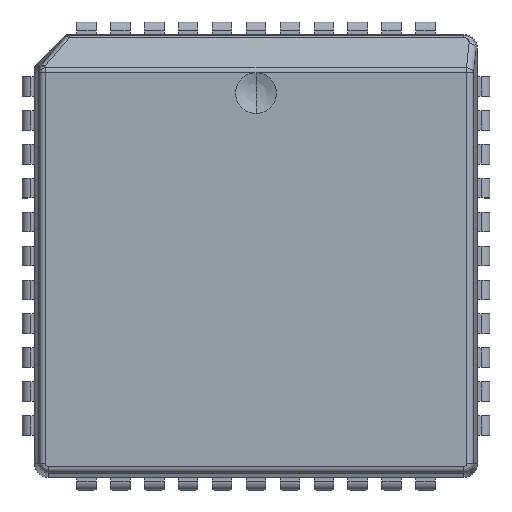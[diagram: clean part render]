
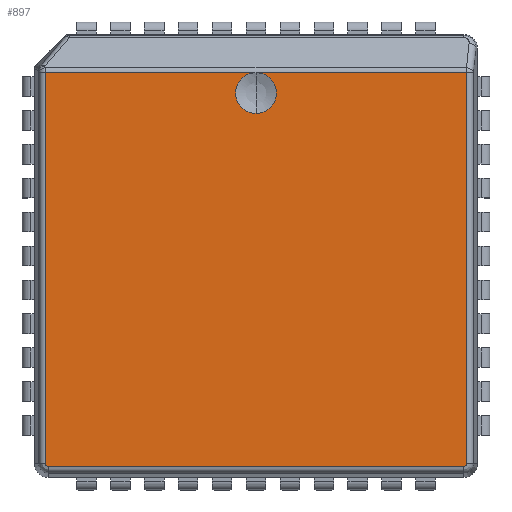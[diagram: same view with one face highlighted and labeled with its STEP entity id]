
A CAD part, top view. The second image highlights one B-rep face of the part: STEP entity #897.
In plain terms, the highlighted face is planar.
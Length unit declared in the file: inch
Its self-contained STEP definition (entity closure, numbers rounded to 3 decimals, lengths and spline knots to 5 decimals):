
#280=DIRECTION('',(-1.,0.,0.));
#281=VECTOR('',#280,0.6207);
#282=CARTESIAN_POINT('',(0.31035,0.068,-0.27021));
#283=LINE('',#282,#281);
#287=DIRECTION('',(0.,0.,-1.));
#288=VECTOR('',#287,0.57671);
#289=CARTESIAN_POINT('',(0.31035,0.068,0.3065));
#290=LINE('',#289,#288);
#294=CARTESIAN_POINT('',(0.3065,0.068,0.3065));
#295=DIRECTION('',(0.,1.,0.));
#296=DIRECTION('',(0.,0.,1.));
#297=AXIS2_PLACEMENT_3D('',#294,#295,#296);
#302=DIRECTION('',(1.,0.,0.));
#303=VECTOR('',#302,0.613);
#304=CARTESIAN_POINT('',(-0.3065,0.068,0.31035));
#305=LINE('',#304,#303);
#309=CARTESIAN_POINT('',(-0.3065,0.068,0.3065));
#310=DIRECTION('',(0.,1.,0.));
#311=DIRECTION('',(-1.,0.,0.));
#312=AXIS2_PLACEMENT_3D('',#309,#310,#311);
#317=DIRECTION('',(0.,0.,1.));
#318=VECTOR('',#317,0.57671);
#319=CARTESIAN_POINT('',(-0.31035,0.068,-0.27021));
#320=LINE('',#319,#318);
#324=CARTESIAN_POINT('',(0.,0.068,-0.24));
#325=DIRECTION('',(0.,1.,0.));
#326=DIRECTION('',(0.,0.,1.));
#327=AXIS2_PLACEMENT_3D('',#324,#325,#326);
#332=CARTESIAN_POINT('',(0.,0.068,-0.24));
#333=DIRECTION('',(0.,1.,0.));
#334=DIRECTION('',(0.,0.,-1.));
#335=AXIS2_PLACEMENT_3D('',#332,#333,#334);
#580=CARTESIAN_POINT('',(0.31035,0.068,-0.27021));
#581=CARTESIAN_POINT('',(-0.31035,0.068,-0.27021));
#582=VERTEX_POINT('',#580);
#583=VERTEX_POINT('',#581);
#596=CARTESIAN_POINT('',(-0.31035,0.068,0.3065));
#597=VERTEX_POINT('',#596);
#602=CARTESIAN_POINT('',(-0.3065,0.068,0.31035));
#603=VERTEX_POINT('',#602);
#606=CARTESIAN_POINT('',(0.3065,0.068,0.31035));
#607=VERTEX_POINT('',#606);
#610=CARTESIAN_POINT('',(0.31035,0.068,0.3065));
#611=VERTEX_POINT('',#610);
#620=CARTESIAN_POINT('',(0.,0.068,-0.21));
#621=VERTEX_POINT('',#620);
#622=CARTESIAN_POINT('',(0.,0.068,-0.27));
#623=VERTEX_POINT('',#622);
#875=CARTESIAN_POINT('',(0.,0.068,0.));
#876=DIRECTION('',(0.,1.,0.));
#877=DIRECTION('',(1.,0.,0.));
#878=AXIS2_PLACEMENT_3D('',#875,#876,#877);
#879=PLANE('',#878);
#880=ORIENTED_EDGE('',*,*,#787,.F.);
#881=ORIENTED_EDGE('',*,*,#815,.F.);
#882=ORIENTED_EDGE('',*,*,#866,.F.);
#884=ORIENTED_EDGE('',*,*,#883,.F.);
#886=ORIENTED_EDGE('',*,*,#885,.F.);
#888=ORIENTED_EDGE('',*,*,#887,.F.);
#889=EDGE_LOOP('',(#880,#881,#882,#884,#886,#888));
#890=FACE_OUTER_BOUND('',#889,.F.);
#892=ORIENTED_EDGE('',*,*,#891,.T.);
#894=ORIENTED_EDGE('',*,*,#893,.T.);
#895=EDGE_LOOP('',(#892,#894));
#896=FACE_BOUND('',#895,.F.);
#298=CIRCLE('',#297,0.00385);
#313=CIRCLE('',#312,0.00385);
#328=CIRCLE('',#327,0.03);
#336=CIRCLE('',#335,0.03);
#787=EDGE_CURVE('',#582,#583,#283,.T.);
#815=EDGE_CURVE('',#611,#582,#290,.T.);
#866=EDGE_CURVE('',#607,#611,#298,.T.);
#883=EDGE_CURVE('',#603,#607,#305,.T.);
#885=EDGE_CURVE('',#597,#603,#313,.T.);
#887=EDGE_CURVE('',#583,#597,#320,.T.);
#891=EDGE_CURVE('',#621,#623,#328,.T.);
#893=EDGE_CURVE('',#623,#621,#336,.T.);
#897=ADVANCED_FACE('',(#890,#896),#879,.T.);
